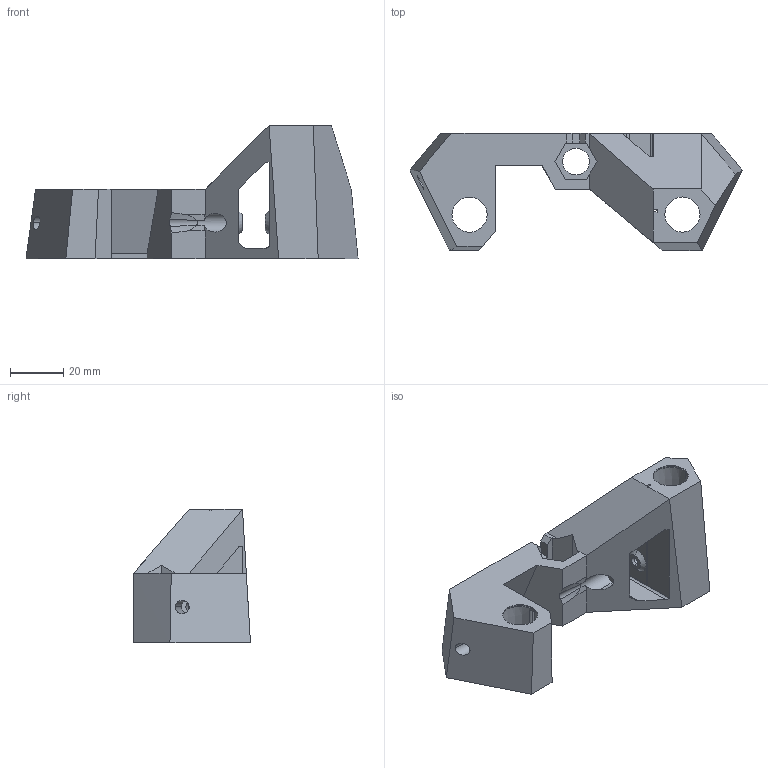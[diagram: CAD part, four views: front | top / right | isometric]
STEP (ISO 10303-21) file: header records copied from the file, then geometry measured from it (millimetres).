
FILE_DESCRIPTION (( 'STEP AP203' ), '1' );
FILE_NAME ('12_Axe X droit.STEP', '2016-09-13T09:26:43', ( '' ), ( '' ), 'SwSTEP 2.0', 'SolidWorks 2016', '' );
FILE_SCHEMA (( 'CONFIG_CONTROL_DESIGN' ));
Length unit declared in the file: millimetre
Products named in the file (1): 12_Axe X droit
Bounding box: 124.74 x 43.94 x 50.1 mm (x, y, z)
Volume: 79272.1 mm3; surface area: 25408.8 mm2
Topology: 1 solids, 1 shells, 131 faces, 378 edges, 247 vertices
Faces by surface type: plane 66, cylinder 28, cone 20, bspline 11, torus 6
Entity records: 5460 total; most frequent: CARTESIAN_POINT 2038, ORIENTED_EDGE 756, DIRECTION 622, EDGE_CURVE 378, VERTEX_POINT 247, LINE 214, VECTOR 214, AXIS2_PLACEMENT_3D 204
